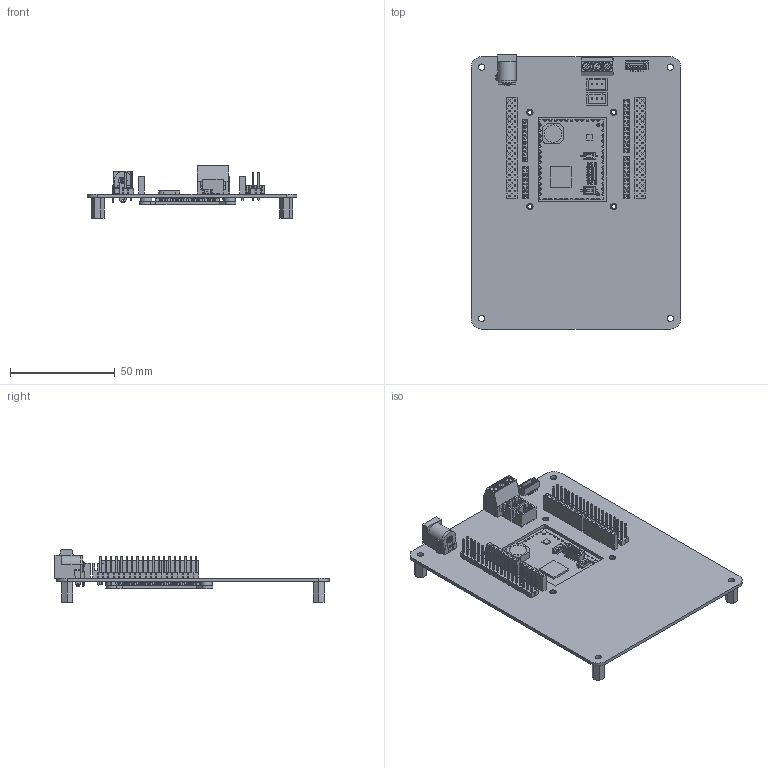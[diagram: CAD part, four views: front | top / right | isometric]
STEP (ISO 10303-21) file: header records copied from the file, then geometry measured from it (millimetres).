
FILE_DESCRIPTION(/* description */ (''),/* implementation_level */ '2;1');
FILE_NAME(/* name */ 'vbcore-evaluation-v1_0.stp',/* time_stamp */ '2025-09-12T17:39:46+03:00',/* author */ ('Kostic'),/* organization */ (''),/* preprocessor_version */ 'ST-DEVELOPER v18.1',/* originating_system */ 'Autodesk Inventor 2022',/* authorisation */ '');
FILE_SCHEMA (('AUTOMOTIVE_DESIGN { 1 0 10303 214 3 1 1 }'));
Products named in the file (22): vbcore-educational-v1_0; vbcore-educational-v1_0-pcb; vbcore-educational-v1_0-pcb-bottom; solder-standoff; VBCoreG4; VBcoreG474; G73_button; DC_Power_Jack-connector; Plastic_Body_1of2; Plastic_Body_2of2; PIN_01; PIN_03; PIN_02; Boner; B06MB-GHS-TBT; XH-3A; DG125-5.0_3P; stoika-FF-10-mm; pbs-6; pbs-10; pbs-8; pls-3x2
Assembly tree (32 placements, depth 3):
  vbcore-educational-v1_0
    vbcore-educational-v1_0-pcb
    vbcore-educational-v1_0-pcb-bottom
    solder-standoff  x4
    VBCoreG4
      VBcoreG474
      B06MB-GHS-TBT
      G73_button  x2
    DC_Power_Jack-connector
      Plastic_Body_1of2
      Plastic_Body_2of2
      PIN_01
      PIN_03
      PIN_02
      Boner
    B06MB-GHS-TBT
    XH-3A  x2
    DG125-5.0_3P
    stoika-FF-10-mm  x4
    pbs-6
    pbs-8  x2
    pbs-10
    pls-3x2  x2
Bounding box: 100 x 130.8 x 25.2 mm (x, y, z)
Volume: 30448.1 mm3; surface area: 45066 mm2
Topology: 78 solids, 78 shells, 4056 faces, 10082 edges, 6421 vertices
Faces by surface type: plane 3339, cylinder 666, bspline 25, cone 12, torus 11, sphere 3
Full cylindrical faces by diameter (mm): 0.8 x38, 0.85 x6, 1 x88, 1.4 x4, 2 x5, 2.013 x4, 2.5 x4, 3 x16, 3.2 x2, 4 x3, 4.1 x6, 5.5 x4, 6.4 x1, 8.374 x1
Entity records: 80664 total; most frequent: CARTESIAN_POINT 14640, ORIENTED_EDGE 12884, DIRECTION 12758, EDGE_CURVE 6442, LINE 5298, VECTOR 5298, VERTEX_POINT 4123, AXIS2_PLACEMENT_3D 3730
